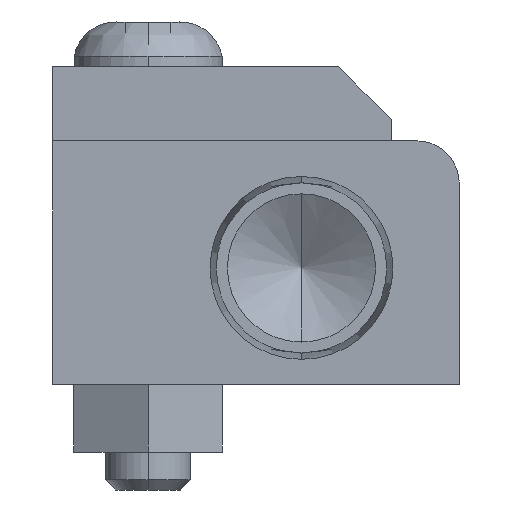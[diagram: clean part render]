
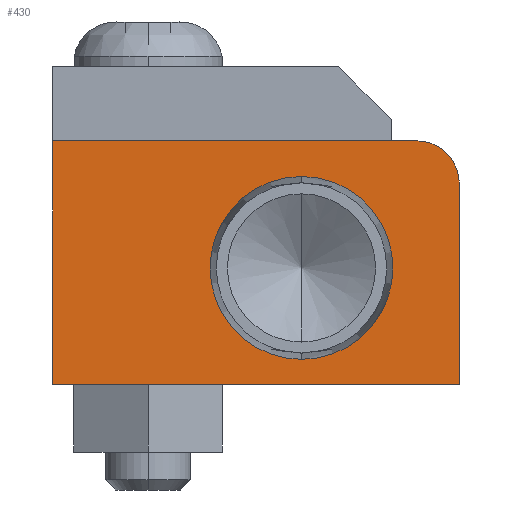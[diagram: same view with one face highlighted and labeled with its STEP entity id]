
A CAD part, left-side view. The second image highlights one B-rep face of the part: STEP entity #430.
In plain terms, the highlighted planar face has unit normal (-1, 0, 0).
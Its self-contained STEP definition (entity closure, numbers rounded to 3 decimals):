
#430=ADVANCED_FACE('',(#1129,#1130),#1131,.F.);
#1129=FACE_OUTER_BOUND('',#2464,.T.);
#1130=FACE_BOUND('',#2465,.T.);
#1131=PLANE('',#2466);
#2464=EDGE_LOOP('',(#5808,#5809,#5810,#5811,#5812,#5813));
#2465=EDGE_LOOP('',(#5814,#5815));
#2466=AXIS2_PLACEMENT_3D('',#5816,#5817,#5818);
#5808=ORIENTED_EDGE('',*,*,#9397,.F.);
#5809=ORIENTED_EDGE('',*,*,#9267,.F.);
#5810=ORIENTED_EDGE('',*,*,#9386,.F.);
#5811=ORIENTED_EDGE('',*,*,#9389,.F.);
#5812=ORIENTED_EDGE('',*,*,#9392,.F.);
#5813=ORIENTED_EDGE('',*,*,#9395,.F.);
#5814=ORIENTED_EDGE('',*,*,#9346,.T.);
#5815=ORIENTED_EDGE('',*,*,#9342,.T.);
#5816=CARTESIAN_POINT('',(-997.598,178.692,5.17));
#5817=DIRECTION('',(1.0,0.0,0.0));
#5818=DIRECTION('',(0.0,1.0,0.0));
#9267=EDGE_CURVE('',#10639,#10642,#10643,.T.);
#9342=EDGE_CURVE('',#10790,#10787,#10791,.T.);
#9346=EDGE_CURVE('',#10787,#10790,#10796,.T.);
#9386=EDGE_CURVE('',#10836,#10639,#10838,.T.);
#9389=EDGE_CURVE('',#10841,#10836,#10843,.T.);
#9392=EDGE_CURVE('',#10846,#10841,#10848,.T.);
#9395=EDGE_CURVE('',#10851,#10846,#10853,.T.);
#9397=EDGE_CURVE('',#10642,#10851,#10855,.T.);
#10639=VERTEX_POINT('',#12836);
#10642=VERTEX_POINT('',#12840);
#10643=CIRCLE('',#12841,3.175);
#10787=VERTEX_POINT('',#13022);
#10790=VERTEX_POINT('',#13026);
#10791=CIRCLE('',#13027,6.858);
#10796=CIRCLE('',#13033,6.858);
#10836=VERTEX_POINT('',#13073);
#10838=CIRCLE('',#13076,3.175);
#10841=VERTEX_POINT('',#13080);
#10843=LINE('',#13083,#13084);
#10846=VERTEX_POINT('',#13088);
#10848=LINE('',#13091,#13092);
#10851=VERTEX_POINT('',#13096);
#10853=LINE('',#13099,#13100);
#10855=LINE('',#13103,#13104);
#12836=CARTESIAN_POINT('',(-997.598,164.156,13.51));
#12840=CARTESIAN_POINT('',(-997.598,163.226,11.265));
#12841=AXIS2_PLACEMENT_3D('',#16141,#16142,#16143);
#13022=CARTESIAN_POINT('',(-997.598,175.053,11.767));
#13026=CARTESIAN_POINT('',(-997.598,175.053,-1.949));
#13027=AXIS2_PLACEMENT_3D('',#16290,#16291,#16292);
#13033=AXIS2_PLACEMENT_3D('',#16300,#16301,#16302);
#13073=CARTESIAN_POINT('',(-997.598,166.401,14.44));
#13076=AXIS2_PLACEMENT_3D('',#16418,#16419,#16420);
#13080=CARTESIAN_POINT('',(-997.598,193.706,14.44));
#13083=CARTESIAN_POINT('',(-997.598,193.706,14.44));
#13084=VECTOR('',#16423,27.305);
#13088=CARTESIAN_POINT('',(-997.598,193.706,-3.823));
#13091=CARTESIAN_POINT('',(-997.598,193.706,-3.823));
#13092=VECTOR('',#16426,18.263);
#13096=CARTESIAN_POINT('',(-997.598,163.226,-3.823));
#13099=CARTESIAN_POINT('',(-997.598,163.226,-3.823));
#13100=VECTOR('',#16429,30.48);
#13103=CARTESIAN_POINT('',(-997.598,163.226,11.265));
#13104=VECTOR('',#16431,15.088);
#16141=CARTESIAN_POINT('',(-997.598,166.401,11.265));
#16142=DIRECTION('',(1.0,0.,0.));
#16143=DIRECTION('',(0.,-0.707,0.707));
#16290=CARTESIAN_POINT('',(-997.598,175.053,4.909));
#16291=DIRECTION('',(1.0,0.0,-0.0));
#16292=DIRECTION('',(0.0,0.0,1.0));
#16300=CARTESIAN_POINT('',(-997.598,175.053,4.909));
#16301=DIRECTION('',(1.0,0.0,-0.0));
#16302=DIRECTION('',(0.0,0.0,1.0));
#16418=CARTESIAN_POINT('',(-997.598,166.401,11.265));
#16419=DIRECTION('',(1.0,0.,0.));
#16420=DIRECTION('',(0.,-0.707,0.707));
#16423=DIRECTION('',(0.0,-1.0,0.0));
#16426=DIRECTION('',(0.0,0.0,1.0));
#16429=DIRECTION('',(0.0,1.0,0.0));
#16431=DIRECTION('',(0.0,0.0,-1.0));
